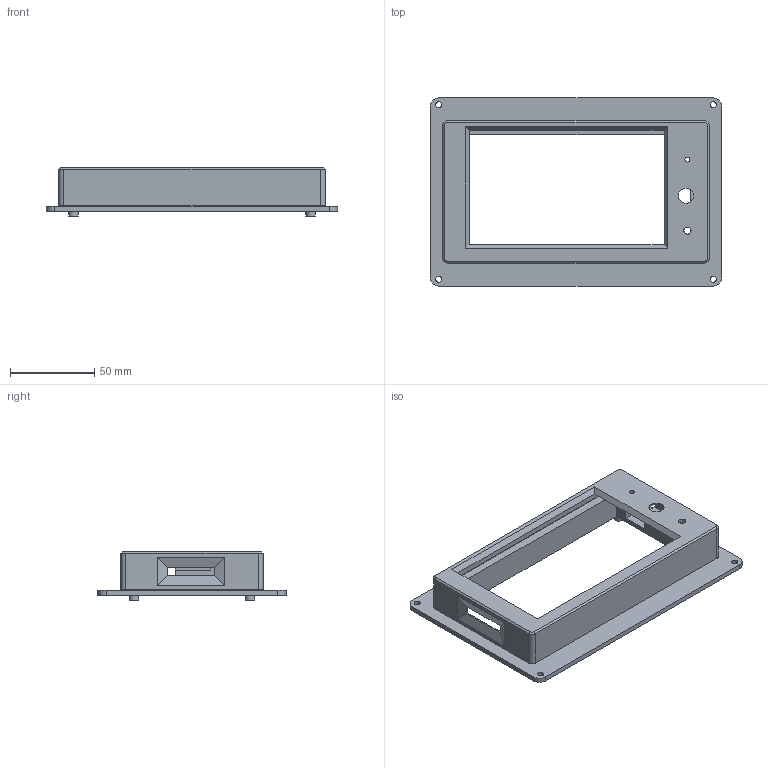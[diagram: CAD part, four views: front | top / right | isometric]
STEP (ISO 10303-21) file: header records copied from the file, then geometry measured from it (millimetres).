
FILE_DESCRIPTION(/* description */ (''),/* implementation_level */ '2;1');
FILE_NAME(/* name */ 'Display Panel - BTT TFT 5.0.step',/* time_stamp */ '2023-01-22T06:43:35-06:00',/* author */ (''),/* organization */ (''),/* preprocessor_version */ 'ST-DEVELOPER v19.2',/* originating_system */ 'Autodesk Translation Framework v11.17.0.187',/* authorisation */ '');
FILE_SCHEMA (('AUTOMOTIVE_DESIGN { 1 0 10303 214 3 1 1 }'));
Length unit declared in the file: millimetre
Products named in the file (5): Display Panel - Assembly - BTT TFT 5.0; Display Panel M3; Display Mount - BTT 5.0 TFT; Fasteners; PN504
Assembly tree (7 placements, depth 3):
  Display Panel - Assembly - BTT TFT 5.0
    Display Panel M3
    Display Mount - BTT 5.0 TFT
    Fasteners
      PN504  x4
Bounding box: 173.1 x 111.8 x 29 mm (x, y, z)
Volume: 95204.9 mm3; surface area: 64932.9 mm2
Topology: 6 solids, 6 shells, 203 faces, 461 edges, 284 vertices
Faces by surface type: plane 126, cone 40, cylinder 37
Full cylindrical faces by diameter (mm): 2.85 x4, 3 x5, 3.6 x8, 4.25 x1, 5.5 x4, 9 x1
Entity records: 4329 total; most frequent: CARTESIAN_POINT 732, DIRECTION 722, ORIENTED_EDGE 694, EDGE_CURVE 347, LINE 264, VECTOR 264, AXIS2_PLACEMENT_3D 229, VERTEX_POINT 221
